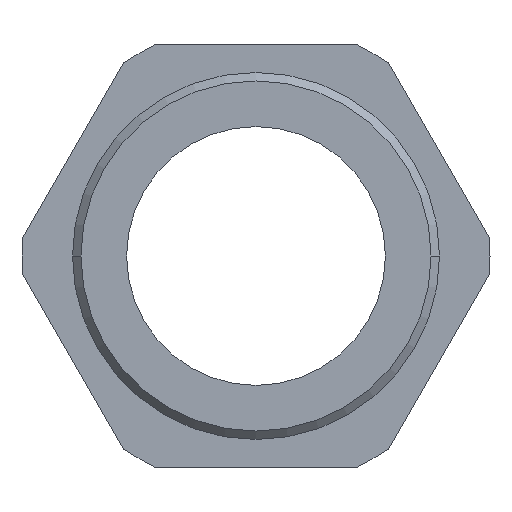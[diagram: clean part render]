
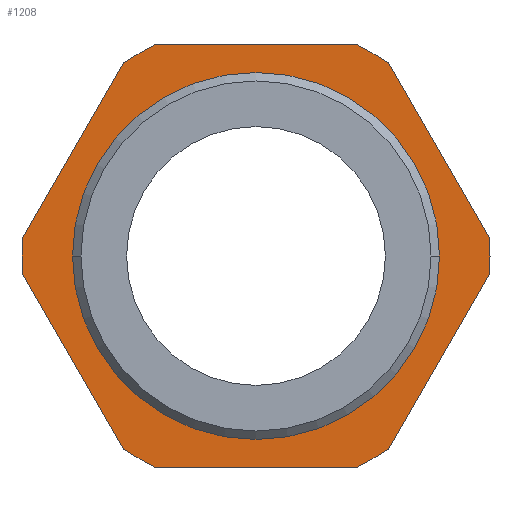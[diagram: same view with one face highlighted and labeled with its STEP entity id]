
A CAD part, front view. The second image highlights one B-rep face of the part: STEP entity #1208.
In plain terms, the highlighted planar face has unit normal (0, -1, 0).
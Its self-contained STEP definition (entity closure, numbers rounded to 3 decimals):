
#26=DIRECTION('',(0.5,0.,0.866));
#27=VECTOR('',#26,22.023);
#28=CARTESIAN_POINT('',(14.413,8.,-21.036));
#29=LINE('',#28,#27);
#30=CARTESIAN_POINT('',(0.,8.,0.));
#31=DIRECTION('',(0.,-1.,0.));
#32=DIRECTION('',(0.432,0.,-0.902));
#33=AXIS2_PLACEMENT_3D('',#30,#31,#32);
#35=DIRECTION('',(1.,0.,0.));
#36=VECTOR('',#35,22.023);
#37=CARTESIAN_POINT('',(-11.011,8.,-23.));
#38=LINE('',#37,#36);
#39=CARTESIAN_POINT('',(0.,8.,0.));
#40=DIRECTION('',(0.,-1.,0.));
#41=DIRECTION('',(-0.565,0.,-0.825));
#42=AXIS2_PLACEMENT_3D('',#39,#40,#41);
#44=DIRECTION('',(0.5,0.,-0.866));
#45=VECTOR('',#44,22.023);
#46=CARTESIAN_POINT('',(-25.424,8.,-1.964));
#47=LINE('',#46,#45);
#48=CARTESIAN_POINT('',(0.,8.,0.));
#49=DIRECTION('',(0.,-1.,0.));
#50=DIRECTION('',(-1.,0.,0.));
#51=AXIS2_PLACEMENT_3D('',#48,#49,#50);
#53=CARTESIAN_POINT('',(0.,8.,0.));
#54=DIRECTION('',(0.,-1.,0.));
#55=DIRECTION('',(-0.997,0.,0.077));
#56=AXIS2_PLACEMENT_3D('',#53,#54,#55);
#58=DIRECTION('',(-0.5,0.,-0.866));
#59=VECTOR('',#58,22.023);
#60=CARTESIAN_POINT('',(-14.413,8.,21.036));
#61=LINE('',#60,#59);
#62=CARTESIAN_POINT('',(0.,8.,0.));
#63=DIRECTION('',(0.,-1.,0.));
#64=DIRECTION('',(-0.432,0.,0.902));
#65=AXIS2_PLACEMENT_3D('',#62,#63,#64);
#67=DIRECTION('',(-1.,0.,0.));
#68=VECTOR('',#67,22.023);
#69=CARTESIAN_POINT('',(11.011,8.,23.));
#70=LINE('',#69,#68);
#71=CARTESIAN_POINT('',(0.,8.,0.));
#72=DIRECTION('',(0.,-1.,0.));
#73=DIRECTION('',(0.565,0.,0.825));
#74=AXIS2_PLACEMENT_3D('',#71,#72,#73);
#76=DIRECTION('',(-0.5,0.,0.866));
#77=VECTOR('',#76,22.023);
#78=CARTESIAN_POINT('',(25.424,8.,1.964));
#79=LINE('',#78,#77);
#80=CARTESIAN_POINT('',(0.,8.,0.));
#81=DIRECTION('',(0.,-1.,0.));
#82=DIRECTION('',(0.997,0.,-0.077));
#83=AXIS2_PLACEMENT_3D('',#80,#81,#82);
#85=CARTESIAN_POINT('',(0.,8.,0.));
#86=DIRECTION('',(0.,1.,0.));
#87=DIRECTION('',(1.,0.,0.));
#88=AXIS2_PLACEMENT_3D('',#85,#86,#87);
#90=CARTESIAN_POINT('',(0.,8.,0.));
#91=DIRECTION('',(0.,1.,0.));
#92=DIRECTION('',(-1.,0.,0.));
#93=AXIS2_PLACEMENT_3D('',#90,#91,#92);
#934=CARTESIAN_POINT('',(25.424,8.,-1.964));
#936=VERTEX_POINT('',#934);
#940=CARTESIAN_POINT('',(25.424,8.,1.964));
#941=VERTEX_POINT('',#940);
#972=CARTESIAN_POINT('',(-14.413,8.,-21.036));
#973=VERTEX_POINT('',#972);
#974=CARTESIAN_POINT('',(-11.011,8.,-23.));
#975=VERTEX_POINT('',#974);
#984=CARTESIAN_POINT('',(-25.424,8.,-1.964));
#985=VERTEX_POINT('',#984);
#986=CARTESIAN_POINT('',(-14.413,8.,21.036));
#987=CARTESIAN_POINT('',(-25.424,8.,1.964));
#988=VERTEX_POINT('',#986);
#989=VERTEX_POINT('',#987);
#1002=CARTESIAN_POINT('',(14.413,8.,-21.036));
#1003=VERTEX_POINT('',#1002);
#1004=CARTESIAN_POINT('',(14.413,8.,21.036));
#1005=VERTEX_POINT('',#1004);
#1006=CARTESIAN_POINT('',(11.011,8.,23.));
#1007=VERTEX_POINT('',#1006);
#1012=CARTESIAN_POINT('',(11.011,8.,-23.));
#1013=VERTEX_POINT('',#1012);
#1030=CARTESIAN_POINT('',(-11.011,8.,23.));
#1031=VERTEX_POINT('',#1030);
#1032=CARTESIAN_POINT('',(-25.5,8.,0.));
#1033=VERTEX_POINT('',#1032);
#1063=CARTESIAN_POINT('',(19.,8.,0.));
#1065=VERTEX_POINT('',#1063);
#1067=CARTESIAN_POINT('',(-19.,8.,0.));
#1069=VERTEX_POINT('',#1067);
#1171=CARTESIAN_POINT('',(19.,8.,0.));
#1172=DIRECTION('',(0.,-1.,0.));
#1173=DIRECTION('',(1.,0.,0.));
#1174=AXIS2_PLACEMENT_3D('',#1171,#1172,#1173);
#1175=PLANE('',#1174);
#1176=ORIENTED_EDGE('',*,*,#1154,.F.);
#1178=ORIENTED_EDGE('',*,*,#1177,.F.);
#1180=ORIENTED_EDGE('',*,*,#1179,.F.);
#1182=ORIENTED_EDGE('',*,*,#1181,.F.);
#1184=ORIENTED_EDGE('',*,*,#1183,.F.);
#1186=ORIENTED_EDGE('',*,*,#1185,.F.);
#1188=ORIENTED_EDGE('',*,*,#1187,.F.);
#1190=ORIENTED_EDGE('',*,*,#1189,.F.);
#1192=ORIENTED_EDGE('',*,*,#1191,.F.);
#1194=ORIENTED_EDGE('',*,*,#1193,.F.);
#1196=ORIENTED_EDGE('',*,*,#1195,.F.);
#1198=ORIENTED_EDGE('',*,*,#1197,.F.);
#1199=ORIENTED_EDGE('',*,*,#1133,.F.);
#1200=EDGE_LOOP('',(#1176,#1178,#1180,#1182,#1184,#1186,#1188,#1190,#1192,#1194,
#1196,#1198,#1199));
#1201=FACE_OUTER_BOUND('',#1200,.F.);
#1203=ORIENTED_EDGE('',*,*,#1202,.F.);
#1205=ORIENTED_EDGE('',*,*,#1204,.F.);
#1206=EDGE_LOOP('',(#1203,#1205));
#1207=FACE_BOUND('',#1206,.F.);
#1208=ADVANCED_FACE('',(#1201,#1207),#1175,.T.);
#34=CIRCLE('',#33,25.5);
#43=CIRCLE('',#42,25.5);
#52=CIRCLE('',#51,25.5);
#57=CIRCLE('',#56,25.5);
#66=CIRCLE('',#65,25.5);
#75=CIRCLE('',#74,25.5);
#84=CIRCLE('',#83,25.5);
#89=CIRCLE('',#88,19.);
#94=CIRCLE('',#93,19.);
#1133=EDGE_CURVE('',#936,#941,#84,.T.);
#1154=EDGE_CURVE('',#1003,#936,#29,.T.);
#1177=EDGE_CURVE('',#1013,#1003,#34,.T.);
#1179=EDGE_CURVE('',#975,#1013,#38,.T.);
#1181=EDGE_CURVE('',#973,#975,#43,.T.);
#1183=EDGE_CURVE('',#985,#973,#47,.T.);
#1185=EDGE_CURVE('',#1033,#985,#52,.T.);
#1187=EDGE_CURVE('',#989,#1033,#57,.T.);
#1189=EDGE_CURVE('',#988,#989,#61,.T.);
#1191=EDGE_CURVE('',#1031,#988,#66,.T.);
#1193=EDGE_CURVE('',#1007,#1031,#70,.T.);
#1195=EDGE_CURVE('',#1005,#1007,#75,.T.);
#1197=EDGE_CURVE('',#941,#1005,#79,.T.);
#1202=EDGE_CURVE('',#1065,#1069,#89,.T.);
#1204=EDGE_CURVE('',#1069,#1065,#94,.T.);
